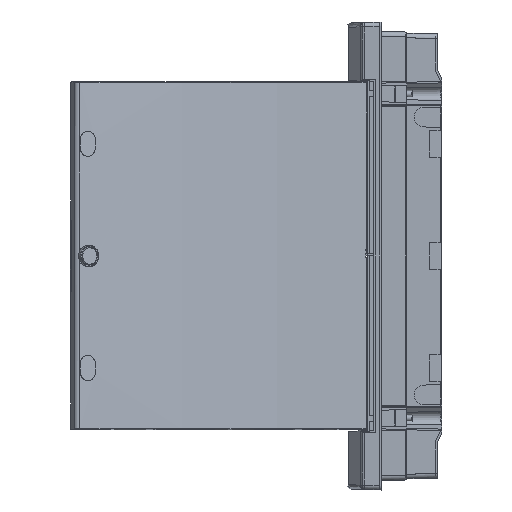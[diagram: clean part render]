
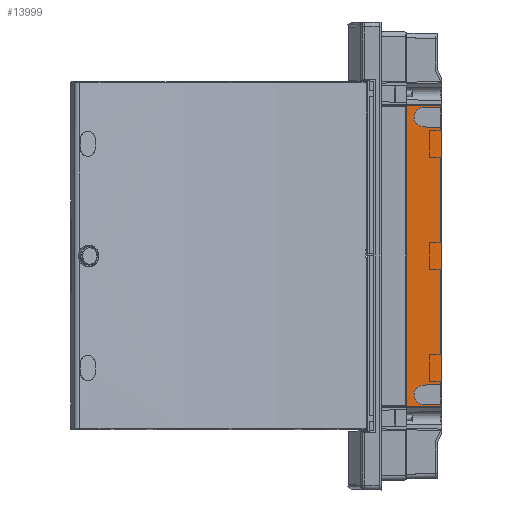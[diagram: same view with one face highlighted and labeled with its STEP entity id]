
A CAD part, left-side view. The second image highlights one B-rep face of the part: STEP entity #13999.
In plain terms, the highlighted planar face has unit normal (-1, -0.018, 0).
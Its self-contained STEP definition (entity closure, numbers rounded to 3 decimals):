
#567=CIRCLE('',#14690,10.935);
#615=CIRCLE('',#14945,10.935);
#2391=ORIENTED_EDGE('',*,*,#5187,.T.);
#2392=ORIENTED_EDGE('',*,*,#5790,.T.);
#2393=ORIENTED_EDGE('',*,*,#5789,.T.);
#2394=ORIENTED_EDGE('',*,*,#5786,.T.);
#2395=ORIENTED_EDGE('',*,*,#5183,.F.);
#2396=ORIENTED_EDGE('',*,*,#5785,.F.);
#2397=ORIENTED_EDGE('',*,*,#5585,.T.);
#2398=ORIENTED_EDGE('',*,*,#5294,.T.);
#2399=ORIENTED_EDGE('',*,*,#5155,.T.);
#2400=ORIENTED_EDGE('',*,*,#5293,.F.);
#2401=ORIENTED_EDGE('',*,*,#5289,.F.);
#2402=ORIENTED_EDGE('',*,*,#5286,.F.);
#5155=EDGE_CURVE('',#7208,#7207,#8571,.T.);
#5183=EDGE_CURVE('',#7235,#7236,#8595,.T.);
#5187=EDGE_CURVE('',#7240,#7239,#8599,.T.);
#5286=EDGE_CURVE('',#7240,#7310,#8666,.T.);
#5289=EDGE_CURVE('',#7310,#7312,#567,.T.);
#5293=EDGE_CURVE('',#7312,#7207,#8669,.T.);
#5294=EDGE_CURVE('',#7314,#7208,#8670,.T.);
#5585=EDGE_CURVE('',#7500,#7314,#8933,.T.);
#5785=EDGE_CURVE('',#7500,#7235,#9102,.T.);
#5786=EDGE_CURVE('',#7617,#7236,#9103,.T.);
#5789=EDGE_CURVE('',#7618,#7617,#615,.T.);
#5790=EDGE_CURVE('',#7239,#7618,#9104,.T.);
#7207=VERTEX_POINT('',#19982);
#7208=VERTEX_POINT('',#19984);
#7235=VERTEX_POINT('',#20038);
#7236=VERTEX_POINT('',#20040);
#7239=VERTEX_POINT('',#20046);
#7240=VERTEX_POINT('',#20048);
#7310=VERTEX_POINT('',#20340);
#7312=VERTEX_POINT('',#20346);
#7314=VERTEX_POINT('',#20355);
#7500=VERTEX_POINT('',#20968);
#7617=VERTEX_POINT('',#21402);
#7618=VERTEX_POINT('',#21406);
#8571=LINE('',#19983,#10038);
#8595=LINE('',#20039,#10062);
#8599=LINE('',#20047,#10066);
#8666=LINE('',#20339,#10133);
#8669=LINE('',#20352,#10136);
#8670=LINE('',#20354,#10137);
#8933=LINE('',#20967,#10400);
#9102=LINE('',#21399,#10569);
#9103=LINE('',#21401,#10570);
#9104=LINE('',#21409,#10571);
#10038=VECTOR('',#15984,1000.);
#10062=VECTOR('',#16016,1000.);
#10066=VECTOR('',#16020,1000.);
#10133=VECTOR('',#16157,1000.);
#10136=VECTOR('',#16172,1000.);
#10137=VECTOR('',#16175,1000.);
#10400=VECTOR('',#16702,1000.);
#10569=VECTOR('',#17099,1000.);
#10570=VECTOR('',#17102,1000.);
#10571=VECTOR('',#17113,1000.);
#11704=EDGE_LOOP('',(#2391,#2392,#2393,#2394,#2395,#2396,#2397,#2398,#2399,
#2400,#2401,#2402));
#12598=FACE_BOUND('',#11704,.T.);
#13416=PLANE('',#14957);
#13999=ADVANCED_FACE('',(#12598),#13416,.T.);
#14690=AXIS2_PLACEMENT_3D('',#20345,#16163,#16164);
#14945=AXIS2_PLACEMENT_3D('',#21407,#17109,#17110);
#14957=AXIS2_PLACEMENT_3D('',#21450,#17158,#17159);
#15984=DIRECTION('',(0.,0.,1.));
#16016=DIRECTION('',(0.,0.,-1.));
#16020=DIRECTION('',(0.,0.,1.));
#16157=DIRECTION('',(-0.017,1.,-0.017));
#16163=DIRECTION('',(-1.,-0.017,0.));
#16164=DIRECTION('',(-0.017,1.,0.));
#16172=DIRECTION('',(0.017,-1.,-0.017));
#16175=DIRECTION('',(0.017,-1.,0.012));
#16702=DIRECTION('',(0.,0.,-1.));
#17099=DIRECTION('',(0.017,-1.,-0.012));
#17102=DIRECTION('',(0.017,-1.,0.017));
#17109=DIRECTION('',(1.,0.017,0.));
#17110=DIRECTION('',(-0.017,1.,0.));
#17113=DIRECTION('',(-0.017,1.,0.017));
#17158=DIRECTION('',(-1.,-0.017,0.));
#17159=DIRECTION('',(-0.017,1.,0.));
#19982=CARTESIAN_POINT('',(-183.808,-0.3,-166.138));
#19983=CARTESIAN_POINT('',(-183.808,-0.3,-115.945));
#19984=CARTESIAN_POINT('',(-183.808,-0.3,-169.008));
#20038=CARTESIAN_POINT('',(-183.808,-0.3,169.008));
#20039=CARTESIAN_POINT('',(-183.808,-0.3,240.945));
#20040=CARTESIAN_POINT('',(-183.808,-0.3,166.138));
#20046=CARTESIAN_POINT('',(-183.808,-0.3,143.564));
#20047=CARTESIAN_POINT('',(-183.808,-0.3,-115.945));
#20048=CARTESIAN_POINT('',(-183.808,-0.3,-143.564));
#20339=CARTESIAN_POINT('',(-184.519,40.487,-144.276));
#20340=CARTESIAN_POINT('',(-184.159,19.857,-143.916));
#20345=CARTESIAN_POINT('',(-184.159,19.857,-154.851));
#20346=CARTESIAN_POINT('',(-184.159,19.857,-165.786));
#20352=CARTESIAN_POINT('',(-184.467,37.483,-165.479));
#20354=CARTESIAN_POINT('',(-184.505,39.681,-169.501));
#20355=CARTESIAN_POINT('',(-184.49,38.8,-169.49));
#20967=CARTESIAN_POINT('',(-184.49,38.8,240.945));
#20968=CARTESIAN_POINT('',(-184.49,38.8,169.49));
#21399=CARTESIAN_POINT('',(-184.505,39.681,169.501));
#21401=CARTESIAN_POINT('',(-184.467,37.483,165.479));
#21402=CARTESIAN_POINT('',(-184.159,19.857,165.786));
#21406=CARTESIAN_POINT('',(-184.159,19.857,143.916));
#21407=CARTESIAN_POINT('',(-184.159,19.857,154.851));
#21409=CARTESIAN_POINT('',(-184.519,40.487,144.276));
#21450=CARTESIAN_POINT('',(-184.49,38.8,240.945));
